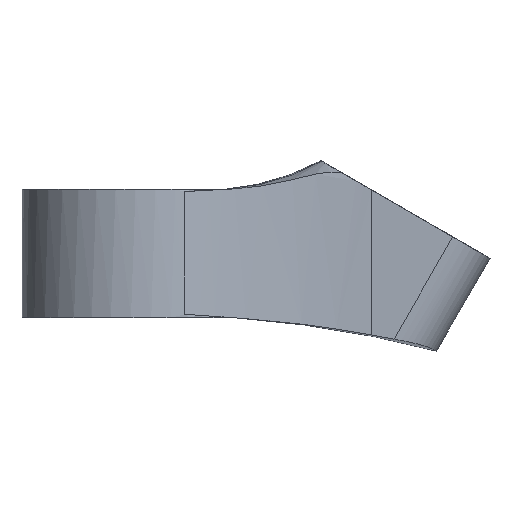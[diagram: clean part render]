
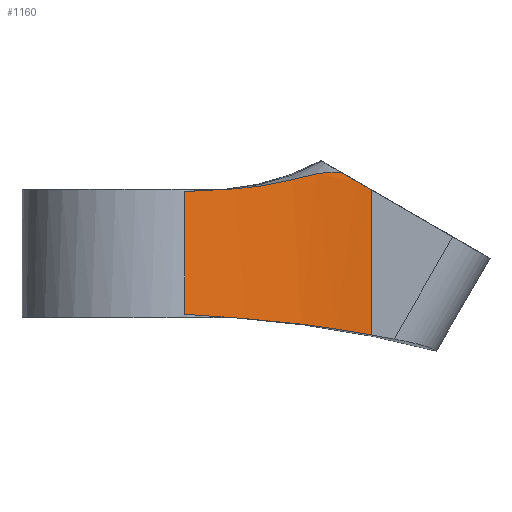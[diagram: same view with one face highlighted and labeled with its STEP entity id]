
A CAD part, left-side view. The second image highlights one B-rep face of the part: STEP entity #1160.
In plain terms, the highlighted cylindrical face has radius 23 mm (diameter 46 mm), a partial arc.
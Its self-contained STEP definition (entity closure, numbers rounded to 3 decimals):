
#16=ELLIPSE('',#1250,26.558,23.);
#17=ELLIPSE('',#1261,23.033,23.);
#18=ELLIPSE('',#1262,23.06,23.);
#52=B_SPLINE_CURVE_WITH_KNOTS('',3,(#2189,#2190,#2191,#2192,#2193,#2194,
#2195,#2196,#2197,#2198,#2199,#2200,#2201,#2202,#2203,#2204,#2205,#2206),
 .UNSPECIFIED.,.F.,.F.,(4,2,2,2,2,2,2,2,4),(-0.736,-0.722,
-0.688,-0.633,-0.544,-0.378,
-0.055,-0.031,0.),.UNSPECIFIED.);
#53=B_SPLINE_CURVE_WITH_KNOTS('',3,(#2214,#2215,#2216,#2217,#2218,#2219,
#2220,#2221),.UNSPECIFIED.,.F.,.F.,(4,2,2,4),(-0.827,-0.588,
-0.334,-0.241),.UNSPECIFIED.);
#136=FACE_OUTER_BOUND('',#203,.T.);
#203=EDGE_LOOP('',(#874,#875,#876,#877,#878,#879,#880));
#278=LINE('',#2210,#361);
#279=LINE('',#2222,#362);
#361=VECTOR('',#1444,10.);
#362=VECTOR('',#1447,10.);
#516=VERTEX_POINT('',#2035);
#517=VERTEX_POINT('',#2040);
#527=VERTEX_POINT('',#2188);
#528=VERTEX_POINT('',#2207);
#529=VERTEX_POINT('',#2209);
#530=VERTEX_POINT('',#2211);
#531=VERTEX_POINT('',#2213);
#645=EDGE_CURVE('',#517,#516,#16,.T.);
#663=EDGE_CURVE('',#516,#527,#52,.T.);
#664=EDGE_CURVE('',#528,#527,#17,.F.);
#665=EDGE_CURVE('',#528,#529,#278,.T.);
#666=EDGE_CURVE('',#530,#529,#18,.F.);
#667=EDGE_CURVE('',#531,#530,#53,.F.);
#668=EDGE_CURVE('',#531,#517,#279,.T.);
#874=ORIENTED_EDGE('',*,*,#645,.T.);
#875=ORIENTED_EDGE('',*,*,#663,.T.);
#876=ORIENTED_EDGE('',*,*,#664,.F.);
#877=ORIENTED_EDGE('',*,*,#665,.T.);
#878=ORIENTED_EDGE('',*,*,#666,.F.);
#879=ORIENTED_EDGE('',*,*,#667,.F.);
#880=ORIENTED_EDGE('',*,*,#668,.T.);
#1128=CYLINDRICAL_SURFACE('',#1260,23.);
#1160=ADVANCED_FACE('',(#136),#1128,.F.);
#1250=AXIS2_PLACEMENT_3D('',#2041,#1414,#1415);
#1260=AXIS2_PLACEMENT_3D('',#2187,#1440,#1441);
#1261=AXIS2_PLACEMENT_3D('',#2208,#1442,#1443);
#1262=AXIS2_PLACEMENT_3D('',#2212,#1445,#1446);
#1414=DIRECTION('center_axis',(0.,-0.5,0.866));
#1415=DIRECTION('ref_axis',(0.,0.866,0.5));
#1440=DIRECTION('center_axis',(0.,0.,1.));
#1441=DIRECTION('ref_axis',(0.981,0.193,0.));
#1442=DIRECTION('center_axis',(0.,0.053,0.999));
#1443=DIRECTION('ref_axis',(0.,0.999,-0.053));
#1444=DIRECTION('',(0.,0.,-1.));
#1445=DIRECTION('center_axis',(0.,0.072,-0.997));
#1446=DIRECTION('ref_axis',(0.,0.997,0.072));
#1447=DIRECTION('',(0.,0.,1.));
#2035=CARTESIAN_POINT('',(-11.419,1.132,3.8));
#2040=CARTESIAN_POINT('',(-11.374,-0.3,2.973));
#2041=CARTESIAN_POINT('Origin',(-34.374,-0.3,2.973));
#2187=CARTESIAN_POINT('Origin',(-34.374,-0.3,-3.));
#2188=CARTESIAN_POINT('',(-12.277,6.079,3.022));
#2189=CARTESIAN_POINT('Ctrl Pts',(-11.419,1.132,3.8));
#2190=CARTESIAN_POINT('Ctrl Pts',(-11.42,1.156,3.802));
#2191=CARTESIAN_POINT('Ctrl Pts',(-11.422,1.179,3.805));
#2192=CARTESIAN_POINT('Ctrl Pts',(-11.427,1.262,3.811));
#2193=CARTESIAN_POINT('Ctrl Pts',(-11.431,1.321,3.814));
#2194=CARTESIAN_POINT('Ctrl Pts',(-11.443,1.474,3.817));
#2195=CARTESIAN_POINT('Ctrl Pts',(-11.45,1.567,3.814));
#2196=CARTESIAN_POINT('Ctrl Pts',(-11.471,1.811,3.795));
#2197=CARTESIAN_POINT('Ctrl Pts',(-11.485,1.962,3.774));
#2198=CARTESIAN_POINT('Ctrl Pts',(-11.53,2.387,3.697));
#2199=CARTESIAN_POINT('Ctrl Pts',(-11.567,2.687,3.623));
#2200=CARTESIAN_POINT('Ctrl Pts',(-11.704,3.632,3.392));
#2201=CARTESIAN_POINT('Ctrl Pts',(-11.858,4.511,3.167));
#2202=CARTESIAN_POINT('Ctrl Pts',(-12.15,5.625,3.056));
#2203=CARTESIAN_POINT('Ctrl Pts',(-12.171,5.703,3.049));
#2204=CARTESIAN_POINT('Ctrl Pts',(-12.22,5.881,3.034));
#2205=CARTESIAN_POINT('Ctrl Pts',(-12.248,5.98,3.028));
#2206=CARTESIAN_POINT('Ctrl Pts',(-12.277,6.079,3.022));
#2207=CARTESIAN_POINT('',(-13.09,8.416,2.898));
#2208=CARTESIAN_POINT('Origin',(-34.374,-0.3,3.363));
#2209=CARTESIAN_POINT('',(-13.09,8.416,-2.825));
#2210=CARTESIAN_POINT('',(-13.09,8.416,-3.));
#2211=CARTESIAN_POINT('',(-12.134,5.562,-3.032));
#2212=CARTESIAN_POINT('Origin',(-34.374,-0.3,-3.456));
#2213=CARTESIAN_POINT('',(-11.374,-0.3,-3.794));
#2214=CARTESIAN_POINT('Ctrl Pts',(-12.134,5.562,-3.032));
#2215=CARTESIAN_POINT('Ctrl Pts',(-11.927,4.778,-3.088));
#2216=CARTESIAN_POINT('Ctrl Pts',(-11.763,3.986,-3.165));
#2217=CARTESIAN_POINT('Ctrl Pts',(-11.51,2.34,-3.365));
#2218=CARTESIAN_POINT('Ctrl Pts',(-11.428,1.491,-3.489));
#2219=CARTESIAN_POINT('Ctrl Pts',(-11.381,0.325,-3.684));
#2220=CARTESIAN_POINT('Ctrl Pts',(-11.374,0.012,
-3.738));
#2221=CARTESIAN_POINT('Ctrl Pts',(-11.374,-0.3,
-3.794));
#2222=CARTESIAN_POINT('',(-11.374,-0.3,-3.));
